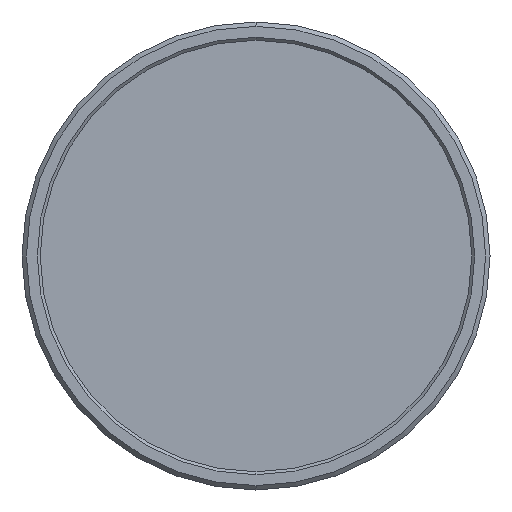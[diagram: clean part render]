
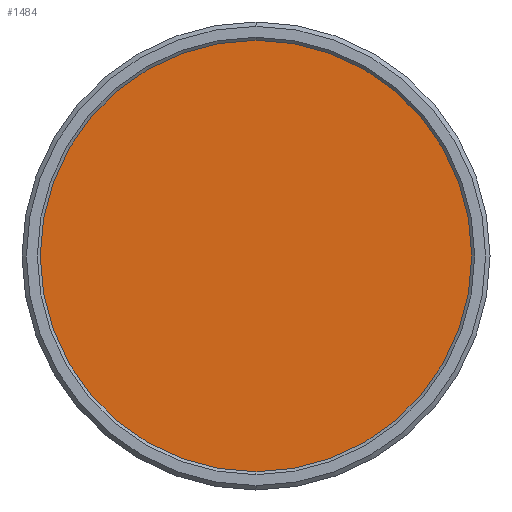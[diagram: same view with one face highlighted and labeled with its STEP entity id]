
A CAD part, left-side view. The second image highlights one B-rep face of the part: STEP entity #1484.
In plain terms, the highlighted planar face has unit normal (-1, 0, 0).
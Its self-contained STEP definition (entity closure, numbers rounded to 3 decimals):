
#33 = ORIENTED_EDGE ( 'NONE', *, *, #844, .F. ) ;
#35 = DIRECTION ( 'NONE',  ( 0., 0., 1. ) ) ;
#42 = CARTESIAN_POINT ( 'NONE',  ( 1.903, 0., 14.75 ) ) ;
#328 = CIRCLE ( 'NONE', #1373, 14.75 ) ;
#398 = DIRECTION ( 'NONE',  ( 1., 0., 0. ) ) ;
#440 = ORIENTED_EDGE ( 'NONE', *, *, #1190, .F. ) ;
#704 = CARTESIAN_POINT ( 'NONE',  ( 1.903, 0., 0. ) ) ;
#817 = AXIS2_PLACEMENT_3D ( 'NONE', #1157, #398, #1800 ) ;
#820 = VERTEX_POINT ( 'NONE', #42 ) ;
#844 = EDGE_CURVE ( 'NONE', #820, #1323, #1598, .T. ) ;
#867 = DIRECTION ( 'NONE',  ( -1., 0., 0. ) ) ;
#910 = FACE_OUTER_BOUND ( 'NONE', #1094, .T. ) ;
#1091 = AXIS2_PLACEMENT_3D ( 'NONE', #704, #867, #1613 ) ;
#1094 = EDGE_LOOP ( 'NONE', ( #33, #440 ) ) ;
#1157 = CARTESIAN_POINT ( 'NONE',  ( 1.903, 0., 0. ) ) ;
#1190 = EDGE_CURVE ( 'NONE', #1323, #820, #328, .T. ) ;
#1323 = VERTEX_POINT ( 'NONE', #1916 ) ;
#1373 = AXIS2_PLACEMENT_3D ( 'NONE', #1419, #1390, #35 ) ;
#1390 = DIRECTION ( 'NONE',  ( 1., 0., 0. ) ) ;
#1419 = CARTESIAN_POINT ( 'NONE',  ( 1.903, 0., 0. ) ) ;
#1484 = ADVANCED_FACE ( 'NONE', ( #910 ), #1642, .T. ) ;
#1598 = CIRCLE ( 'NONE', #817, 14.75 ) ;
#1613 = DIRECTION ( 'NONE',  ( 0., 0., 1. ) ) ;
#1642 = PLANE ( 'NONE',  #1091 ) ;
#1800 = DIRECTION ( 'NONE',  ( 0., 0., 1. ) ) ;
#1916 = CARTESIAN_POINT ( 'NONE',  ( 1.903, 0., -14.75 ) ) ;
